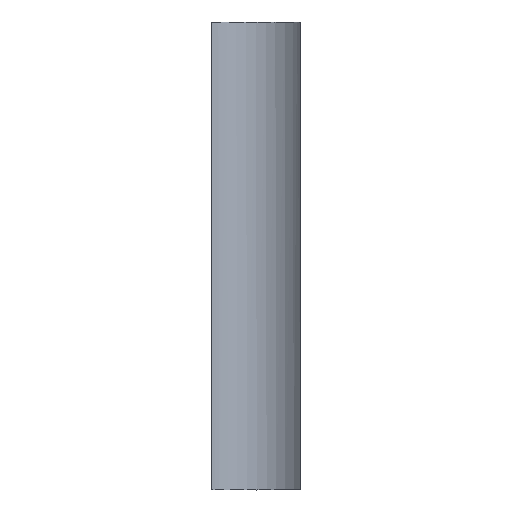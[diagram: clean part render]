
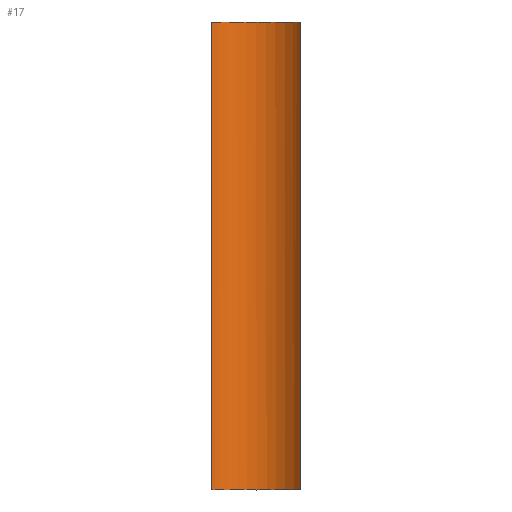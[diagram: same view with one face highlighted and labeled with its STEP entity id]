
A CAD part, top view. The second image highlights one B-rep face of the part: STEP entity #17.
In plain terms, the highlighted cylindrical face has radius 13 mm (diameter 26 mm), a partial arc.
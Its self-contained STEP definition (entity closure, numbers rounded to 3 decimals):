
#17 = ADVANCED_FACE('',(#18),#31,.T.);
#18 = FACE_BOUND('',#19,.T.);
#19 = EDGE_LOOP('',(#20,#41,#81,#95));
#20 = ORIENTED_EDGE('',*,*,#21,.T.);
#21 = EDGE_CURVE('',#22,#24,#26,.T.);
#22 = VERTEX_POINT('',#23);
#23 = CARTESIAN_POINT('',(-9.425,-50.,9.046));
#24 = VERTEX_POINT('',#25);
#25 = CARTESIAN_POINT('',(-9.425,50.,9.046));
#26 = SURFACE_CURVE('',#27,(#30),.PCURVE_S1.);
#27 = B_SPLINE_CURVE_WITH_KNOTS('',1,(#28,#29),.UNSPECIFIED.,.F.,.F.,(2,
    2),(-5.,5.),.PIECEWISE_BEZIER_KNOTS.);
#28 = CARTESIAN_POINT('',(-9.425,-50.,9.046));
#29 = CARTESIAN_POINT('',(-9.425,50.,9.046));
#30 = PCURVE('',#31,#36);
#31 = CYLINDRICAL_SURFACE('',#32,13.);
#32 = AXIS2_PLACEMENT_3D('',#33,#34,#35);
#33 = CARTESIAN_POINT('',(0.,0.,18.));
#34 = DIRECTION('',(0.,1.,0.));
#35 = DIRECTION('',(0.,-0.,1.));
#36 = DEFINITIONAL_REPRESENTATION('',(#37),#40);
#37 = B_SPLINE_CURVE_WITH_KNOTS('',1,(#38,#39),.UNSPECIFIED.,.F.,.F.,(2,
    2),(-5.,5.),.PIECEWISE_BEZIER_KNOTS.);
#38 = CARTESIAN_POINT('',(3.953,-50.));
#39 = CARTESIAN_POINT('',(3.953,50.));
#40 = ( GEOMETRIC_REPRESENTATION_CONTEXT(2) 
PARAMETRIC_REPRESENTATION_CONTEXT() REPRESENTATION_CONTEXT('2D SPACE',''
  ) );
#41 = ORIENTED_EDGE('',*,*,#42,.T.);
#42 = EDGE_CURVE('',#24,#43,#45,.T.);
#43 = VERTEX_POINT('',#44);
#44 = CARTESIAN_POINT('',(9.742,50.,9.393));
#45 = SURFACE_CURVE('',#46,(#52),.PCURVE_S1.);
#46 = ( BOUNDED_CURVE() B_SPLINE_CURVE(2,(#47,#48,#49,#50,#51),
.UNSPECIFIED.,.F.,.F.) B_SPLINE_CURVE_WITH_KNOTS((3,2,3),(
    -1.658,-0.829,0.),
.PIECEWISE_BEZIER_KNOTS.) CURVE() GEOMETRIC_REPRESENTATION_ITEM() 
RATIONAL_B_SPLINE_CURVE((1.,0.915,1.,0.915,1.)) 
REPRESENTATION_ITEM('') );
#47 = CARTESIAN_POINT('',(-9.425,50.,9.046));
#48 = CARTESIAN_POINT('',(-5.485,50.,4.899));
#49 = CARTESIAN_POINT('',(0.235,50.,5.002));
#50 = CARTESIAN_POINT('',(5.955,50.,5.105));
#51 = CARTESIAN_POINT('',(9.742,50.,9.393));
#52 = PCURVE('',#31,#53);
#53 = DEFINITIONAL_REPRESENTATION('',(#54),#80);
#54 = B_SPLINE_CURVE_WITH_KNOTS('',3,(#55,#56,#57,#58,#59,#60,#61,#62,
    #63,#64,#65,#66,#67,#68,#69,#70,#71,#72,#73,#74,#75,#76,#77,#78,#79)
  ,.UNSPECIFIED.,.F.,.F.,(4,1,1,1,1,1,1,1,1,1,1,1,1,1,1,1,1,1,1,1,1,1,4)
  ,(-1.658,-1.583,-1.507,-1.432,
    -1.357,-1.281,-1.206,-1.131,
    -1.055,-0.98,-0.904,-0.829,
    -0.754,-0.678,-0.603,-0.528,
    -0.452,-0.377,-0.301,-0.226,
    -0.151,-0.075,0.),
  .UNSPECIFIED.);
#55 = CARTESIAN_POINT('',(3.953,50.));
#56 = CARTESIAN_POINT('',(3.928,50.));
#57 = CARTESIAN_POINT('',(3.879,50.));
#58 = CARTESIAN_POINT('',(3.804,50.));
#59 = CARTESIAN_POINT('',(3.729,50.));
#60 = CARTESIAN_POINT('',(3.653,50.));
#61 = CARTESIAN_POINT('',(3.576,50.));
#62 = CARTESIAN_POINT('',(3.5,50.));
#63 = CARTESIAN_POINT('',(3.423,50.));
#64 = CARTESIAN_POINT('',(3.347,50.));
#65 = CARTESIAN_POINT('',(3.272,50.));
#66 = CARTESIAN_POINT('',(3.197,50.));
#67 = CARTESIAN_POINT('',(3.124,50.));
#68 = CARTESIAN_POINT('',(3.05,50.));
#69 = CARTESIAN_POINT('',(2.975,50.));
#70 = CARTESIAN_POINT('',(2.9,50.));
#71 = CARTESIAN_POINT('',(2.824,50.));
#72 = CARTESIAN_POINT('',(2.747,50.));
#73 = CARTESIAN_POINT('',(2.671,50.));
#74 = CARTESIAN_POINT('',(2.594,50.));
#75 = CARTESIAN_POINT('',(2.518,50.));
#76 = CARTESIAN_POINT('',(2.443,50.));
#77 = CARTESIAN_POINT('',(2.368,50.));
#78 = CARTESIAN_POINT('',(2.319,50.));
#79 = CARTESIAN_POINT('',(2.294,50.));
#80 = ( GEOMETRIC_REPRESENTATION_CONTEXT(2) 
PARAMETRIC_REPRESENTATION_CONTEXT() REPRESENTATION_CONTEXT('2D SPACE',''
  ) );
#81 = ORIENTED_EDGE('',*,*,#82,.T.);
#82 = EDGE_CURVE('',#43,#83,#85,.T.);
#83 = VERTEX_POINT('',#84);
#84 = CARTESIAN_POINT('',(9.742,-50.,9.393));
#85 = SURFACE_CURVE('',#86,(#89),.PCURVE_S1.);
#86 = B_SPLINE_CURVE_WITH_KNOTS('',1,(#87,#88),.UNSPECIFIED.,.F.,.F.,(2,
    2),(-5.,5.),.PIECEWISE_BEZIER_KNOTS.);
#87 = CARTESIAN_POINT('',(9.742,50.,9.393));
#88 = CARTESIAN_POINT('',(9.742,-50.,9.393));
#89 = PCURVE('',#31,#90);
#90 = DEFINITIONAL_REPRESENTATION('',(#91),#94);
#91 = B_SPLINE_CURVE_WITH_KNOTS('',1,(#92,#93),.UNSPECIFIED.,.F.,.F.,(2,
    2),(-5.,5.),.PIECEWISE_BEZIER_KNOTS.);
#92 = CARTESIAN_POINT('',(2.294,50.));
#93 = CARTESIAN_POINT('',(2.294,-50.));
#94 = ( GEOMETRIC_REPRESENTATION_CONTEXT(2) 
PARAMETRIC_REPRESENTATION_CONTEXT() REPRESENTATION_CONTEXT('2D SPACE',''
  ) );
#95 = ORIENTED_EDGE('',*,*,#96,.T.);
#96 = EDGE_CURVE('',#83,#22,#97,.T.);
#97 = SURFACE_CURVE('',#98,(#104),.PCURVE_S1.);
#98 = ( BOUNDED_CURVE() B_SPLINE_CURVE(2,(#99,#100,#101,#102,#103),
.UNSPECIFIED.,.F.,.F.) B_SPLINE_CURVE_WITH_KNOTS((3,2,3),(
    0.,0.829,1.658),
.PIECEWISE_BEZIER_KNOTS.) CURVE() GEOMETRIC_REPRESENTATION_ITEM() 
RATIONAL_B_SPLINE_CURVE((1.,0.915,1.,0.915,1.)) 
REPRESENTATION_ITEM('') );
#99 = CARTESIAN_POINT('',(9.742,-50.,9.393));
#100 = CARTESIAN_POINT('',(5.955,-50.,5.105));
#101 = CARTESIAN_POINT('',(0.235,-50.,5.002));
#102 = CARTESIAN_POINT('',(-5.485,-50.,4.899));
#103 = CARTESIAN_POINT('',(-9.425,-50.,9.046));
#104 = PCURVE('',#31,#105);
#105 = DEFINITIONAL_REPRESENTATION('',(#106),#132);
#106 = B_SPLINE_CURVE_WITH_KNOTS('',3,(#107,#108,#109,#110,#111,#112,
    #113,#114,#115,#116,#117,#118,#119,#120,#121,#122,#123,#124,#125,
    #126,#127,#128,#129,#130,#131),.UNSPECIFIED.,.F.,.F.,(4,1,1,1,1,1,1,
    1,1,1,1,1,1,1,1,1,1,1,1,1,1,1,4),(0.,
    0.075,0.151,0.226,0.301,
    0.377,0.452,0.528,0.603,
    0.678,0.754,0.829,0.904,
    0.98,1.055,1.131,1.206,
    1.281,1.357,1.432,1.507,
    1.583,1.658),.UNSPECIFIED.);
#107 = CARTESIAN_POINT('',(2.294,-50.));
#108 = CARTESIAN_POINT('',(2.319,-50.));
#109 = CARTESIAN_POINT('',(2.368,-50.));
#110 = CARTESIAN_POINT('',(2.443,-50.));
#111 = CARTESIAN_POINT('',(2.518,-50.));
#112 = CARTESIAN_POINT('',(2.594,-50.));
#113 = CARTESIAN_POINT('',(2.671,-50.));
#114 = CARTESIAN_POINT('',(2.747,-50.));
#115 = CARTESIAN_POINT('',(2.824,-50.));
#116 = CARTESIAN_POINT('',(2.9,-50.));
#117 = CARTESIAN_POINT('',(2.975,-50.));
#118 = CARTESIAN_POINT('',(3.05,-50.));
#119 = CARTESIAN_POINT('',(3.124,-50.));
#120 = CARTESIAN_POINT('',(3.197,-50.));
#121 = CARTESIAN_POINT('',(3.272,-50.));
#122 = CARTESIAN_POINT('',(3.347,-50.));
#123 = CARTESIAN_POINT('',(3.423,-50.));
#124 = CARTESIAN_POINT('',(3.5,-50.));
#125 = CARTESIAN_POINT('',(3.576,-50.));
#126 = CARTESIAN_POINT('',(3.653,-50.));
#127 = CARTESIAN_POINT('',(3.729,-50.));
#128 = CARTESIAN_POINT('',(3.804,-50.));
#129 = CARTESIAN_POINT('',(3.879,-50.));
#130 = CARTESIAN_POINT('',(3.928,-50.));
#131 = CARTESIAN_POINT('',(3.953,-50.));
#132 = ( GEOMETRIC_REPRESENTATION_CONTEXT(2) 
PARAMETRIC_REPRESENTATION_CONTEXT() REPRESENTATION_CONTEXT('2D SPACE',''
  ) );
